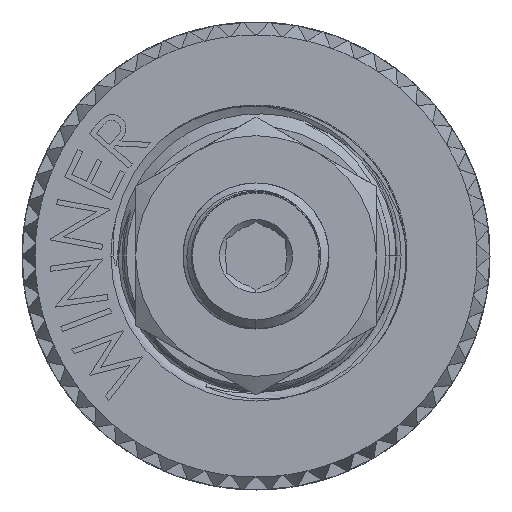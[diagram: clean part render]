
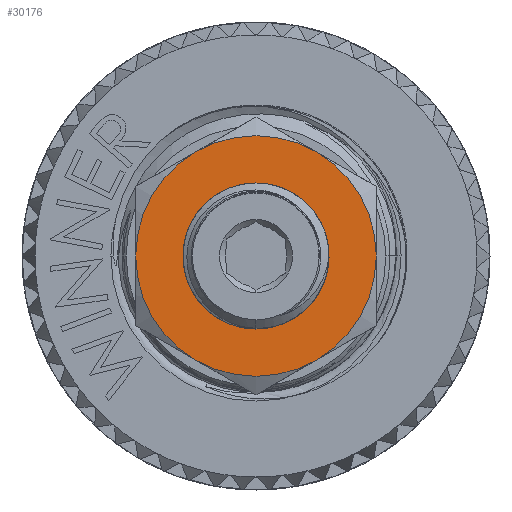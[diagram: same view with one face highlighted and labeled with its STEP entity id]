
A CAD part, left-side view. The second image highlights one B-rep face of the part: STEP entity #30176.
In plain terms, the highlighted planar face has unit normal (-1, 0, 0).
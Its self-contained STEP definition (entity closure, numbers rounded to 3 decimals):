
#705 = DIRECTION ( 'NONE',  ( 0., -1., 0. ) ) ;
#1370 = CARTESIAN_POINT ( 'NONE',  ( -81.85, -0.981, 3.757 ) ) ;
#1538 = CARTESIAN_POINT ( 'NONE',  ( -81.85, 6.425, -11.128 ) ) ;
#2017 = DIRECTION ( 'NONE',  ( -1., 0., 0. ) ) ;
#2670 = CARTESIAN_POINT ( 'NONE',  ( -81.85, 2.353, 3.048 ) ) ;
#3441 = VERTEX_POINT ( 'NONE', #29066 ) ;
#3825 = EDGE_CURVE ( 'NONE', #38724, #37470, #16496, .T. ) ;
#4243 = EDGE_CURVE ( 'NONE', #27223, #14655, #18126, .T. ) ;
#4740 = ORIENTED_EDGE ( 'NONE', *, *, #9935, .T. ) ;
#4849 = CARTESIAN_POINT ( 'NONE',  ( -81.85, 1.984, -3.357 ) ) ;
#5062 = CARTESIAN_POINT ( 'NONE',  ( -81.85, 0.257, 3.88 ) ) ;
#5407 = DIRECTION ( 'NONE',  ( 1., 0., 0. ) ) ;
#5712 = CARTESIAN_POINT ( 'NONE',  ( -81.85, 0., 0. ) ) ;
#5857 = CARTESIAN_POINT ( 'NONE',  ( -81.85, 3.815, 0.761 ) ) ;
#5876 = VERTEX_POINT ( 'NONE', #42225 ) ;
#6877 = AXIS2_PLACEMENT_3D ( 'NONE', #19562, #46542, #38628 ) ;
#7000 = DIRECTION ( 'NONE',  ( 0., 0., -1. ) ) ;
#7218 = EDGE_CURVE ( 'NONE', #15412, #20874, #35317, .T. ) ;
#7877 = CARTESIAN_POINT ( 'NONE',  ( -81.85, 1.374, -3.596 ) ) ;
#9098 = CARTESIAN_POINT ( 'NONE',  ( -81.85, -2.276, 3.105 ) ) ;
#9278 = DIRECTION ( 'NONE',  ( 0., -1., 0. ) ) ;
#9906 = DIRECTION ( 'NONE',  ( 0., -1., 0. ) ) ;
#9935 = EDGE_CURVE ( 'NONE', #5876, #38724, #32445, .T. ) ;
#10308 = CARTESIAN_POINT ( 'NONE',  ( -81.85, 3.212, -5.564 ) ) ;
#10579 = DIRECTION ( 'NONE',  ( 0., -1., 0. ) ) ;
#10874 = CARTESIAN_POINT ( 'NONE',  ( -81.85, 0., 0. ) ) ;
#12325 = AXIS2_PLACEMENT_3D ( 'NONE', #31077, #22998, #15745 ) ;
#12496 = CARTESIAN_POINT ( 'NONE',  ( -81.85, 0., 0. ) ) ;
#12508 = CARTESIAN_POINT ( 'NONE',  ( -81.85, 3.862, 0.544 ) ) ;
#12656 = CARTESIAN_POINT ( 'NONE',  ( -81.85, 1.077, 3.731 ) ) ;
#12820 = ORIENTED_EDGE ( 'NONE', *, *, #41465, .T. ) ;
#12833 = CARTESIAN_POINT ( 'NONE',  ( -81.85, 1.374, -3.596 ) ) ;
#13169 = CARTESIAN_POINT ( 'NONE',  ( -81.85, 2.192, 3.179 ) ) ;
#13671 = CARTESIAN_POINT ( 'NONE',  ( -81.85, 0., 0. ) ) ;
#13916 = CIRCLE ( 'NONE', #22174, 3.85 ) ;
#14190 = DIRECTION ( 'NONE',  ( 0., 1., 0. ) ) ;
#14451 = CARTESIAN_POINT ( 'NONE',  ( -81.85, -3.212, -5.564 ) ) ;
#14468 = ORIENTED_EDGE ( 'NONE', *, *, #23264, .F. ) ;
#14655 = VERTEX_POINT ( 'NONE', #12508 ) ;
#15107 = AXIS2_PLACEMENT_3D ( 'NONE', #12496, #31740, #705 ) ;
#15412 = VERTEX_POINT ( 'NONE', #4849 ) ;
#15745 = DIRECTION ( 'NONE',  ( 0., -1., 0. ) ) ;
#16496 = CIRCLE ( 'NONE', #6877, 6.425 ) ;
#16519 = ORIENTED_EDGE ( 'NONE', *, *, #36930, .T. ) ;
#16732 = CARTESIAN_POINT ( 'NONE',  ( -81.85, 1.787, -3.455 ) ) ;
#17141 = EDGE_CURVE ( 'NONE', #3441, #29901, #35818, .T. ) ;
#17627 = DIRECTION ( 'NONE',  ( -1., 0., 0. ) ) ;
#18126 = B_SPLINE_CURVE_WITH_KNOTS ( 'NONE', 3,
 ( #32727, #40475, #5857, #29491 ),
 .UNSPECIFIED., .F., .F.,
 ( 4, 4 ),
 ( 0.005, 0.006 ),
 .UNSPECIFIED. ) ;
#18343 = CARTESIAN_POINT ( 'NONE',  ( -81.85, 0., 0. ) ) ;
#19355 = EDGE_LOOP ( 'NONE', ( #31323, #40923, #14468, #46071, #30039, #48194 ) ) ;
#19562 = CARTESIAN_POINT ( 'NONE',  ( -81.85, 0., 0. ) ) ;
#20597 = CARTESIAN_POINT ( 'NONE',  ( -81.85, -0.158, 3.885 ) ) ;
#20765 = CARTESIAN_POINT ( 'NONE',  ( -81.85, -0.78, 3.806 ) ) ;
#20795 = ORIENTED_EDGE ( 'NONE', *, *, #17141, .T. ) ;
#20874 = VERTEX_POINT ( 'NONE', #7877 ) ;
#20944 = CARTESIAN_POINT ( 'NONE',  ( -81.85, -1.376, 3.626 ) ) ;
#22000 = FACE_BOUND ( 'NONE', #19355, .T. ) ;
#22101 = AXIS2_PLACEMENT_3D ( 'NONE', #10874, #37543, #7000 ) ;
#22174 = AXIS2_PLACEMENT_3D ( 'NONE', #5712, #44363, #9906 ) ;
#22998 = DIRECTION ( 'NONE',  ( -1., 0., 0. ) ) ;
#23227 = B_SPLINE_CURVE_WITH_KNOTS ( 'NONE', 3,
 ( #9098, #44056, #24485, #32079, #20944, #1370, #20765, #39488, #20597, #5062, #32417, #47903, #12656, #35944, #40006, #24812, #13169, #28366 ),
 .UNSPECIFIED., .F., .F.,
 ( 4, 2, 2, 2, 2, 2, 2, 2, 4 ),
 ( 0.008, 0.008, 0.009, 0.01, 0.01, 0.011, 0.011, 0.012, 0.013 ),
 .UNSPECIFIED. ) ;
#23264 = EDGE_CURVE ( 'NONE', #46080, #47787, #23227, .T. ) ;
#24132 = AXIS2_PLACEMENT_3D ( 'NONE', #40599, #17627, #29127 ) ;
#24485 = CARTESIAN_POINT ( 'NONE',  ( -81.85, -1.937, 3.346 ) ) ;
#24664 = AXIS2_PLACEMENT_3D ( 'NONE', #13671, #2017, #14190 ) ;
#24812 = CARTESIAN_POINT ( 'NONE',  ( -81.85, 2.017, 3.299 ) ) ;
#24990 = CARTESIAN_POINT ( 'NONE',  ( -81.85, 1.984, -3.357 ) ) ;
#25020 = CARTESIAN_POINT ( 'NONE',  ( -81.85, -3.212, 5.564 ) ) ;
#26842 = CIRCLE ( 'NONE', #22101, 3.9 ) ;
#27223 = VERTEX_POINT ( 'NONE', #32388 ) ;
#28366 = CARTESIAN_POINT ( 'NONE',  ( -81.85, 2.353, 3.048 ) ) ;
#29066 = CARTESIAN_POINT ( 'NONE',  ( -81.85, 6.425, 0. ) ) ;
#29081 = CIRCLE ( 'NONE', #31162, 6.425 ) ;
#29127 = DIRECTION ( 'NONE',  ( 0., -1., 0. ) ) ;
#29491 = CARTESIAN_POINT ( 'NONE',  ( -81.85, 3.862, 0.544 ) ) ;
#29901 = VERTEX_POINT ( 'NONE', #10308 ) ;
#30039 = ORIENTED_EDGE ( 'NONE', *, *, #7218, .F. ) ;
#30176 = ADVANCED_FACE ( 'NONE', ( #32270, #22000 ), #32252, .F. ) ;
#30289 = AXIS2_PLACEMENT_3D ( 'NONE', #38808, #38978, #46724 ) ;
#30476 = ORIENTED_EDGE ( 'NONE', *, *, #3825, .T. ) ;
#31017 = ORIENTED_EDGE ( 'NONE', *, *, #46231, .T. ) ;
#31077 = CARTESIAN_POINT ( 'NONE',  ( -81.85, 0., 0. ) ) ;
#31162 = AXIS2_PLACEMENT_3D ( 'NONE', #18343, #41651, #10579 ) ;
#31323 = ORIENTED_EDGE ( 'NONE', *, *, #4243, .F. ) ;
#31740 = DIRECTION ( 'NONE',  ( -1., 0., 0. ) ) ;
#31765 = AXIS2_PLACEMENT_3D ( 'NONE', #1538, #5407, #9278 ) ;
#32079 = CARTESIAN_POINT ( 'NONE',  ( -81.85, -1.57, 3.542 ) ) ;
#32252 = PLANE ( 'NONE',  #31765 ) ;
#32256 = CARTESIAN_POINT ( 'NONE',  ( -81.85, 1.584, -3.534 ) ) ;
#32270 = FACE_OUTER_BOUND ( 'NONE', #41274, .T. ) ;
#32388 = CARTESIAN_POINT ( 'NONE',  ( -81.85, 3.665, 1.178 ) ) ;
#32417 = CARTESIAN_POINT ( 'NONE',  ( -81.85, 0.463, 3.86 ) ) ;
#32445 = CIRCLE ( 'NONE', #15107, 6.425 ) ;
#32727 = CARTESIAN_POINT ( 'NONE',  ( -81.85, 3.665, 1.178 ) ) ;
#35317 = B_SPLINE_CURVE_WITH_KNOTS ( 'NONE', 3,
 ( #24990, #16732, #32256, #12833 ),
 .UNSPECIFIED., .F., .F.,
 ( 4, 4 ),
 ( 0., 0.001 ),
 .UNSPECIFIED. ) ;
#35761 = EDGE_CURVE ( 'NONE', #46080, #20874, #44586, .T. ) ;
#35818 = CIRCLE ( 'NONE', #24664, 6.425 ) ;
#35944 = CARTESIAN_POINT ( 'NONE',  ( -81.85, 1.468, 3.59 ) ) ;
#36930 = EDGE_CURVE ( 'NONE', #29901, #49025, #37345, .T. ) ;
#37345 = CIRCLE ( 'NONE', #24132, 6.425 ) ;
#37470 = VERTEX_POINT ( 'NONE', #48973 ) ;
#37543 = DIRECTION ( 'NONE',  ( -1., 0., 0. ) ) ;
#38628 = DIRECTION ( 'NONE',  ( 0., -1., 0. ) ) ;
#38724 = VERTEX_POINT ( 'NONE', #25020 ) ;
#38808 = CARTESIAN_POINT ( 'NONE',  ( -81.85, 0., 0. ) ) ;
#38978 = DIRECTION ( 'NONE',  ( 1., 0., 0. ) ) ;
#39025 = CIRCLE ( 'NONE', #12325, 6.425 ) ;
#39488 = CARTESIAN_POINT ( 'NONE',  ( -81.85, -0.369, 3.87 ) ) ;
#40006 = CARTESIAN_POINT ( 'NONE',  ( -81.85, 1.656, 3.503 ) ) ;
#40475 = CARTESIAN_POINT ( 'NONE',  ( -81.85, 3.749, 0.973 ) ) ;
#40599 = CARTESIAN_POINT ( 'NONE',  ( -81.85, 0., 0. ) ) ;
#40923 = ORIENTED_EDGE ( 'NONE', *, *, #47575, .T. ) ;
#41274 = EDGE_LOOP ( 'NONE', ( #12820, #4740, #30476, #31017, #20795, #16519 ) ) ;
#41465 = EDGE_CURVE ( 'NONE', #49025, #5876, #39025, .T. ) ;
#41651 = DIRECTION ( 'NONE',  ( -1., 0., 0. ) ) ;
#42225 = CARTESIAN_POINT ( 'NONE',  ( -81.85, -6.425, 0. ) ) ;
#43444 = EDGE_CURVE ( 'NONE', #14655, #15412, #26842, .T. ) ;
#44056 = CARTESIAN_POINT ( 'NONE',  ( -81.85, -2.111, 3.233 ) ) ;
#44363 = DIRECTION ( 'NONE',  ( 1., 0., 0. ) ) ;
#44586 = CIRCLE ( 'NONE', #30289, 3.85 ) ;
#46071 = ORIENTED_EDGE ( 'NONE', *, *, #35761, .T. ) ;
#46080 = VERTEX_POINT ( 'NONE', #47216 ) ;
#46231 = EDGE_CURVE ( 'NONE', #37470, #3441, #29081, .T. ) ;
#46542 = DIRECTION ( 'NONE',  ( -1., 0., 0. ) ) ;
#46724 = DIRECTION ( 'NONE',  ( 0., -1., 0. ) ) ;
#47216 = CARTESIAN_POINT ( 'NONE',  ( -81.85, -2.276, 3.105 ) ) ;
#47575 = EDGE_CURVE ( 'NONE', #27223, #47787, #13916, .T. ) ;
#47787 = VERTEX_POINT ( 'NONE', #2670 ) ;
#47903 = CARTESIAN_POINT ( 'NONE',  ( -81.85, 0.872, 3.786 ) ) ;
#48194 = ORIENTED_EDGE ( 'NONE', *, *, #43444, .F. ) ;
#48973 = CARTESIAN_POINT ( 'NONE',  ( -81.85, 3.212, 5.564 ) ) ;
#49025 = VERTEX_POINT ( 'NONE', #14451 ) ;
